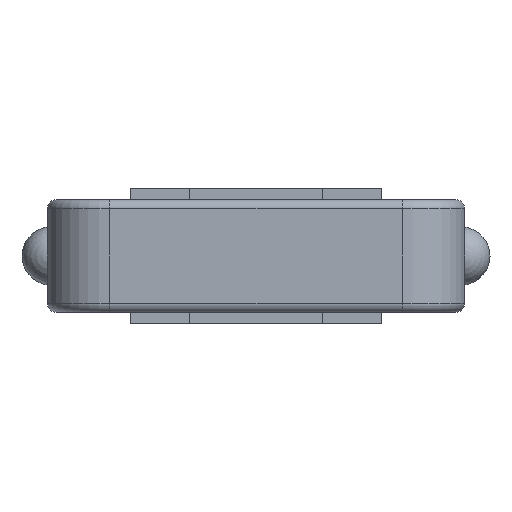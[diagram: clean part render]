
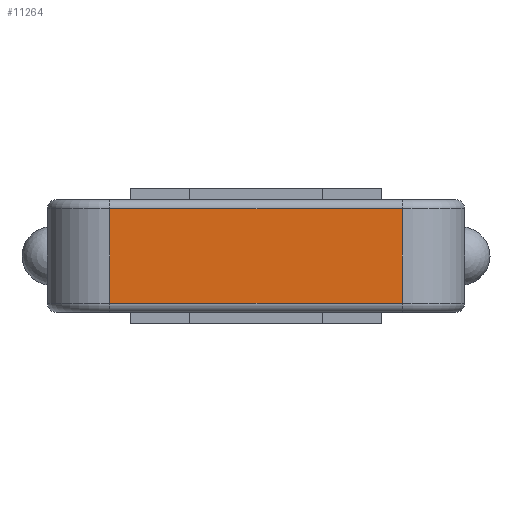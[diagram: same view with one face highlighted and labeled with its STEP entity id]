
A CAD part, front view. The second image highlights one B-rep face of the part: STEP entity #11264.
In plain terms, the highlighted planar face has unit normal (0, -1, 0).
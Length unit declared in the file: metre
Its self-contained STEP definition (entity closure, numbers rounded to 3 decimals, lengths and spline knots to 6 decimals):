
#1942=ORIENTED_EDGE('',*,*,#4463,.T.);
#1943=ORIENTED_EDGE('',*,*,#4465,.T.);
#1944=ORIENTED_EDGE('',*,*,#4466,.F.);
#1945=ORIENTED_EDGE('',*,*,#4467,.T.);
#4463=EDGE_CURVE('',#5829,#5828,#7049,.T.);
#4465=EDGE_CURVE('',#5828,#5830,#7050,.T.);
#4466=EDGE_CURVE('',#5831,#5830,#7051,.T.);
#4467=EDGE_CURVE('',#5831,#5829,#7052,.F.);
#5828=VERTEX_POINT('',#17617);
#5829=VERTEX_POINT('',#17619);
#5830=VERTEX_POINT('',#17623);
#5831=VERTEX_POINT('',#17625);
#7049=LINE('',#17618,#8468);
#7050=LINE('',#17622,#8469);
#7051=LINE('',#17624,#8470);
#7052=LINE('',#17626,#8471);
#8468=VECTOR('',#14261,1.);
#8469=VECTOR('',#14266,1.);
#8470=VECTOR('',#14267,1.);
#8471=VECTOR('',#14268,1.);
#9414=EDGE_LOOP('',(#1942,#1943,#1944,#1945));
#10091=FACE_BOUND('',#9414,.T.);
#10719=PLANE('',#12252);
#11264=ADVANCED_FACE('',(#10091),#10719,.F.);
#12252=AXIS2_PLACEMENT_3D('',#17621,#14264,#14265);
#14261=DIRECTION('',(0.,0.,-1.));
#14264=DIRECTION('',(0.,1.,0.));
#14265=DIRECTION('',(1.,0.,0.));
#14266=DIRECTION('',(1.,0.,0.));
#14267=DIRECTION('',(0.,0.,-1.));
#14268=DIRECTION('',(1.,0.,0.));
#17617=CARTESIAN_POINT('',(-0.016268,0.,-0.00525));
#17618=CARTESIAN_POINT('',(-0.016268,0.,0.00625));
#17619=CARTESIAN_POINT('',(-0.016268,0.,0.00525));
#17621=CARTESIAN_POINT('',(0.,0.,0.00625));
#17622=CARTESIAN_POINT('',(0.,0.,-0.00525));
#17623=CARTESIAN_POINT('',(0.016268,0.,-0.00525));
#17624=CARTESIAN_POINT('',(0.016268,0.,0.00625));
#17625=CARTESIAN_POINT('',(0.016268,0.,0.00525));
#17626=CARTESIAN_POINT('',(-0.016268,0.,0.00525));
